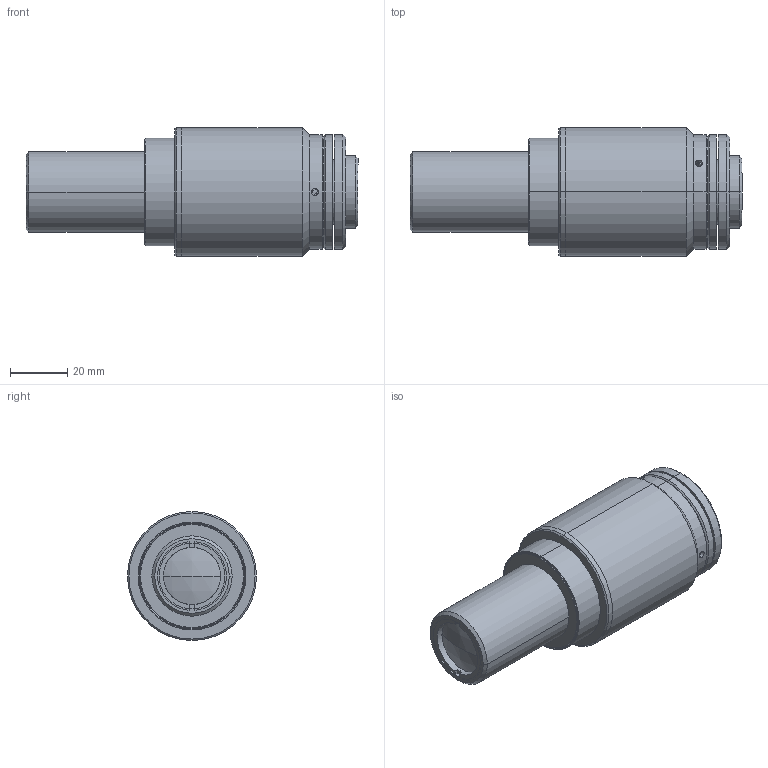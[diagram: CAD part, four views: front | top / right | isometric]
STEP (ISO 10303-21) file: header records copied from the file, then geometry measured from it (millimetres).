
FILE_DESCRIPTION (( 'STEP AP203' ), '1' );
FILE_NAME ('DP31991-A_TC4MHRP009-C.step', '2022-06-13T07:13:04', ( '' ), ( '' ), 'SwSTEP 2.0', 'SolidWorks 2021', '' );
FILE_SCHEMA (( 'CONFIG_CONTROL_DESIGN' ));
Length unit declared in the file: millimetre
Products named in the file (1): DP31991-A_TC4MHRP009-C
Bounding box: 115.87 x 45 x 45 mm (x, y, z)
Surface area: 21091.6 mm2 (no closed solid volume)
Topology: 0 solids, 13 shells, 79 faces, 210 edges, 145 vertices
Faces by surface type: cylinder 30, plane 29, cone 18, sphere 2
Entity records: 2739 total; most frequent: CARTESIAN_POINT 657, DIRECTION 456, ORIENTED_EDGE 342, EDGE_CURVE 210, AXIS2_PLACEMENT_3D 178, VERTEX_POINT 145, VECTOR 100, LINE 100
